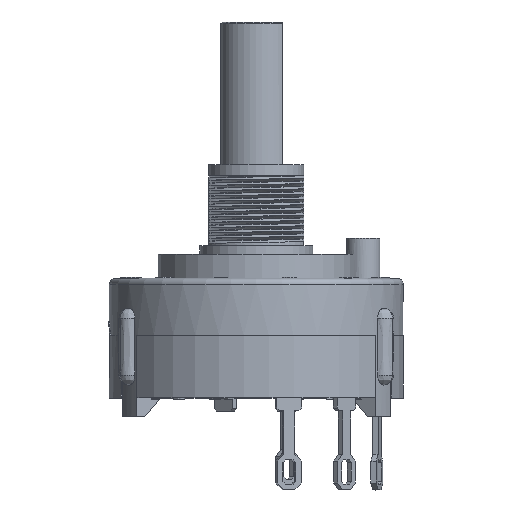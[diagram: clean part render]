
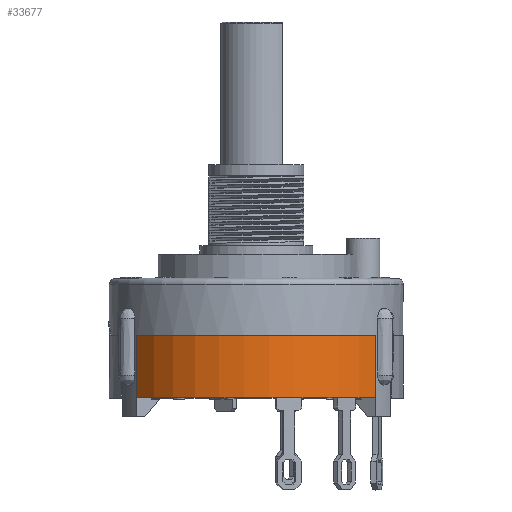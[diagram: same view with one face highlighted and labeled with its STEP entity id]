
A CAD part, top view. The second image highlights one B-rep face of the part: STEP entity #33677.
In plain terms, the highlighted cylindrical face has radius 13.157 mm (diameter 26.314 mm), a partial arc.
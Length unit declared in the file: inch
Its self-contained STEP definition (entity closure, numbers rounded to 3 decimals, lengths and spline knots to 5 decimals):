
#172=CYLINDRICAL_SURFACE('',#35550,0.518);
#398=CIRCLE('',#35532,0.518);
#410=CIRCLE('',#35551,0.518);
#5955=ORIENTED_EDGE('',*,*,#13711,.T.);
#5956=ORIENTED_EDGE('',*,*,#13712,.T.);
#5957=ORIENTED_EDGE('',*,*,#13686,.F.);
#5958=ORIENTED_EDGE('',*,*,#13713,.F.);
#13686=EDGE_CURVE('',#17715,#17717,#398,.T.);
#13711=EDGE_CURVE('',#17737,#17738,#410,.T.);
#13712=EDGE_CURVE('',#17738,#17717,#21730,.T.);
#13713=EDGE_CURVE('',#17737,#17715,#21731,.T.);
#17715=VERTEX_POINT('',#50863);
#17717=VERTEX_POINT('',#50866);
#17737=VERTEX_POINT('',#50930);
#17738=VERTEX_POINT('',#50931);
#21730=LINE('',#50932,#25977);
#21731=LINE('',#50933,#25978);
#25977=VECTOR('',#41431,39.37008);
#25978=VECTOR('',#41432,39.37008);
#28373=EDGE_LOOP('',(#5955,#5956,#5957,#5958));
#30339=FACE_BOUND('',#28373,.T.);
#33677=ADVANCED_FACE('',(#30339),#172,.T.);
#35532=AXIS2_PLACEMENT_3D('',#50865,#41380,#41381);
#35550=AXIS2_PLACEMENT_3D('',#50928,#41427,#41428);
#35551=AXIS2_PLACEMENT_3D('',#50929,#41429,#41430);
#41380=DIRECTION('',(0.,1.,0.));
#41381=DIRECTION('',(-0.808,0.,0.589));
#41427=DIRECTION('',(0.,-1.,0.));
#41428=DIRECTION('',(1.,0.,0.));
#41429=DIRECTION('',(0.,1.,0.));
#41430=DIRECTION('',(-0.808,0.,0.589));
#41431=DIRECTION('',(0.,1.,0.));
#41432=DIRECTION('',(0.,1.,0.));
#50863=CARTESIAN_POINT('',(-0.41857,0.,0.30517));
#50865=CARTESIAN_POINT('',(0.,0.,0.));
#50866=CARTESIAN_POINT('',(0.41857,0.,0.30517));
#50928=CARTESIAN_POINT('',(0.,-0.2195,0.));
#50929=CARTESIAN_POINT('',(0.,-0.2195,0.));
#50930=CARTESIAN_POINT('',(-0.41857,-0.2195,0.30517));
#50931=CARTESIAN_POINT('',(0.41857,-0.2195,0.30517));
#50932=CARTESIAN_POINT('',(0.41857,-0.2195,0.30517));
#50933=CARTESIAN_POINT('',(-0.41857,-0.2195,0.30517));
